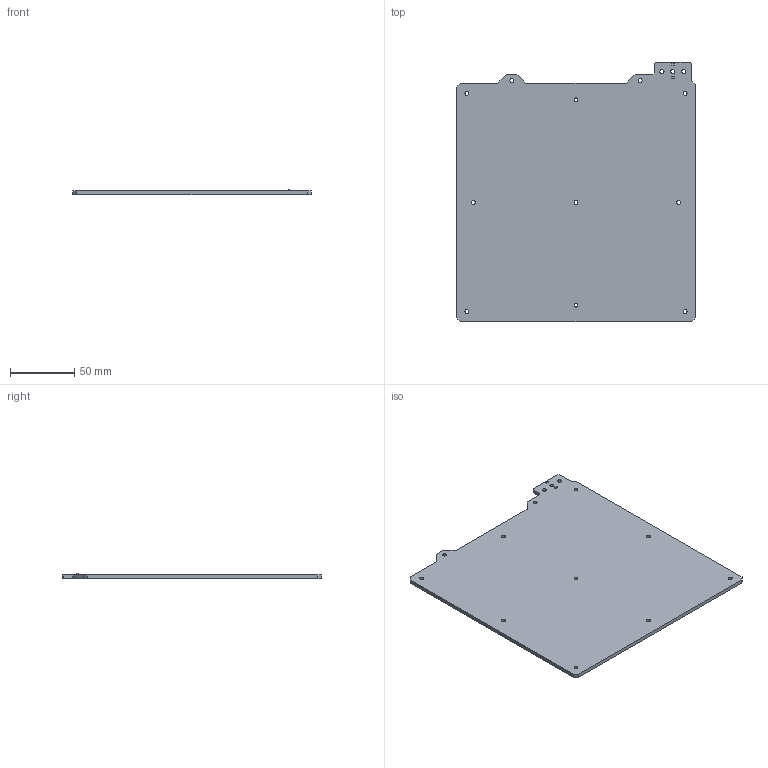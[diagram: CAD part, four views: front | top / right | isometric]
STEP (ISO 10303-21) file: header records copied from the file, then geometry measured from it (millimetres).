
FILE_DESCRIPTION(('KiCad electronic assembly'),'2;1');
FILE_NAME('Heatbed-007-02.step','2019-05-22T15:34:42',('An Author'),( 'A Company'),'Open CASCADE STEP processor 6.8', 'KiCad to STEP converter','Unknown');
FILE_SCHEMA(('AUTOMOTIVE_DESIGN_CC2 { 1 2 10303 214 -1 1 5 4 }'));
Length unit declared in the file: millimetre
Products named in the file (6): Open CASCADE STEP translator 6.8 1; R_0805_2012Metric; SOLID; LED_0805_2012Metric; COMPOUND
Assembly tree (5 placements, depth 3):
  Open CASCADE STEP translator 6.8 1
    R_0805_2012Metric
      SOLID
    LED_0805_2012Metric
      SOLID
    COMPOUND
Bounding box: 186 x 202.4 x 4.15 mm (x, y, z)
Volume: 105566.8 mm3; surface area: 73112.8 mm2
Topology: 3 solids, 3 shells, 112 faces, 303 edges, 198 vertices
Faces by surface type: plane 82, cylinder 30
Full cylindrical faces by diameter (mm): 3 x2, 3.1 x10, 3.2 x2
Entity records: 9596 total; most frequent: CARTESIAN_POINT 2857, DIRECTION 1125, LINE 725, VECTOR 725, ORIENTED_EDGE 606, PCURVE 606, DEFINITIONAL_REPRESENTATION 606, EDGE_CURVE 303
